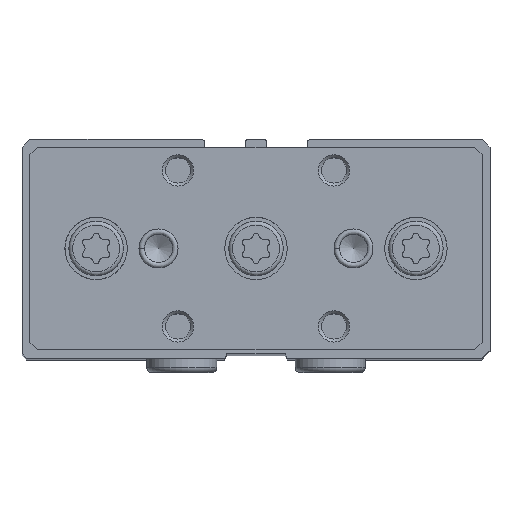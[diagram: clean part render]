
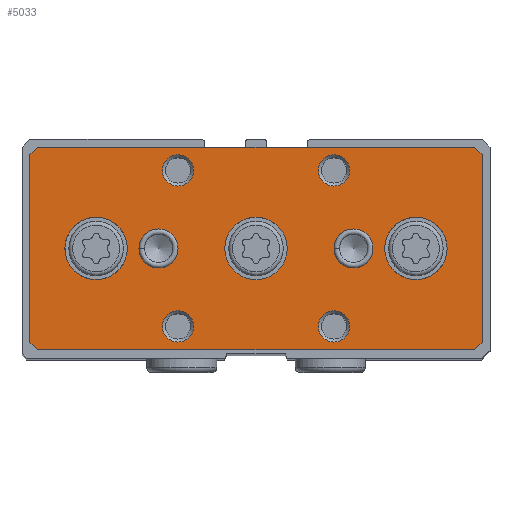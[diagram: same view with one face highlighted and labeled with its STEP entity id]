
A CAD part, top view. The second image highlights one B-rep face of the part: STEP entity #5033.
In plain terms, the highlighted face is planar.
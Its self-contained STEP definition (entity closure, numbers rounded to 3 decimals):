
#210=PLANE('',#5576);
#416=CIRCLE('',#5577,4.);
#417=CIRCLE('',#5578,4.);
#418=CIRCLE('',#5579,4.);
#419=CIRCLE('',#5580,2.5);
#420=CIRCLE('',#5581,2.5);
#421=CIRCLE('',#5582,2.);
#422=CIRCLE('',#5583,2.);
#423=CIRCLE('',#5584,2.);
#424=CIRCLE('',#5585,2.);
#744=LINE('',#8524,#1022);
#745=LINE('',#8527,#1023);
#746=LINE('',#8529,#1024);
#747=LINE('',#8531,#1025);
#748=LINE('',#8533,#1026);
#749=LINE('',#8535,#1027);
#750=LINE('',#8537,#1028);
#751=LINE('',#8539,#1029);
#1022=VECTOR('',#6759,1000.);
#1023=VECTOR('',#6760,1000.);
#1024=VECTOR('',#6761,1000.);
#1025=VECTOR('',#6762,1000.);
#1026=VECTOR('',#6763,1000.);
#1027=VECTOR('',#6764,1000.);
#1028=VECTOR('',#6765,1000.);
#1029=VECTOR('',#6766,1000.);
#1878=ORIENTED_EDGE('',*,*,#2827,.F.);
#1879=ORIENTED_EDGE('',*,*,#2828,.F.);
#1880=ORIENTED_EDGE('',*,*,#2829,.F.);
#1881=ORIENTED_EDGE('',*,*,#2830,.F.);
#1882=ORIENTED_EDGE('',*,*,#2831,.F.);
#1883=ORIENTED_EDGE('',*,*,#2832,.F.);
#1884=ORIENTED_EDGE('',*,*,#2833,.F.);
#1885=ORIENTED_EDGE('',*,*,#2834,.F.);
#1886=ORIENTED_EDGE('',*,*,#2835,.F.);
#1887=ORIENTED_EDGE('',*,*,#2836,.T.);
#1888=ORIENTED_EDGE('',*,*,#2837,.T.);
#1889=ORIENTED_EDGE('',*,*,#2838,.T.);
#1890=ORIENTED_EDGE('',*,*,#2839,.T.);
#1891=ORIENTED_EDGE('',*,*,#2840,.T.);
#1892=ORIENTED_EDGE('',*,*,#2841,.T.);
#1893=ORIENTED_EDGE('',*,*,#2842,.T.);
#1894=ORIENTED_EDGE('',*,*,#2843,.T.);
#2827=EDGE_CURVE('',#3405,#3405,#416,.T.);
#2828=EDGE_CURVE('',#3406,#3406,#417,.T.);
#2829=EDGE_CURVE('',#3407,#3407,#418,.T.);
#2830=EDGE_CURVE('',#3408,#3408,#419,.T.);
#2831=EDGE_CURVE('',#3409,#3409,#420,.T.);
#2832=EDGE_CURVE('',#3410,#3410,#421,.T.);
#2833=EDGE_CURVE('',#3411,#3411,#422,.T.);
#2834=EDGE_CURVE('',#3412,#3412,#423,.T.);
#2835=EDGE_CURVE('',#3413,#3413,#424,.T.);
#2836=EDGE_CURVE('',#3414,#3415,#744,.T.);
#2837=EDGE_CURVE('',#3415,#3416,#745,.T.);
#2838=EDGE_CURVE('',#3416,#3417,#746,.T.);
#2839=EDGE_CURVE('',#3417,#3418,#747,.T.);
#2840=EDGE_CURVE('',#3418,#3419,#748,.T.);
#2841=EDGE_CURVE('',#3419,#3420,#749,.T.);
#2842=EDGE_CURVE('',#3420,#3421,#750,.T.);
#2843=EDGE_CURVE('',#3421,#3414,#751,.T.);
#3405=VERTEX_POINT('',#8507);
#3406=VERTEX_POINT('',#8509);
#3407=VERTEX_POINT('',#8511);
#3408=VERTEX_POINT('',#8513);
#3409=VERTEX_POINT('',#8515);
#3410=VERTEX_POINT('',#8517);
#3411=VERTEX_POINT('',#8519);
#3412=VERTEX_POINT('',#8521);
#3413=VERTEX_POINT('',#8523);
#3414=VERTEX_POINT('',#8525);
#3415=VERTEX_POINT('',#8526);
#3416=VERTEX_POINT('',#8528);
#3417=VERTEX_POINT('',#8530);
#3418=VERTEX_POINT('',#8532);
#3419=VERTEX_POINT('',#8534);
#3420=VERTEX_POINT('',#8536);
#3421=VERTEX_POINT('',#8538);
#3976=EDGE_LOOP('',(#1878));
#3977=EDGE_LOOP('',(#1879));
#3978=EDGE_LOOP('',(#1880));
#3979=EDGE_LOOP('',(#1881));
#3980=EDGE_LOOP('',(#1882));
#3981=EDGE_LOOP('',(#1883));
#3982=EDGE_LOOP('',(#1884));
#3983=EDGE_LOOP('',(#1885));
#3984=EDGE_LOOP('',(#1886));
#3985=EDGE_LOOP('',(#1887,#1888,#1889,#1890,#1891,#1892,#1893,#1894));
#4487=FACE_BOUND('',#3976,.T.);
#4488=FACE_BOUND('',#3977,.T.);
#4489=FACE_BOUND('',#3978,.T.);
#4490=FACE_BOUND('',#3979,.T.);
#4491=FACE_BOUND('',#3980,.T.);
#4492=FACE_BOUND('',#3981,.T.);
#4493=FACE_BOUND('',#3982,.T.);
#4494=FACE_BOUND('',#3983,.T.);
#4495=FACE_BOUND('',#3984,.T.);
#4496=FACE_BOUND('',#3985,.T.);
#5033=ADVANCED_FACE('',(#4487,#4488,#4489,#4490,#4491,#4492,#4493,#4494,
#4495,#4496),#210,.T.);
#5576=AXIS2_PLACEMENT_3D('',#8505,#6739,#6740);
#5577=AXIS2_PLACEMENT_3D('',#8506,#6741,#6742);
#5578=AXIS2_PLACEMENT_3D('',#8508,#6743,#6744);
#5579=AXIS2_PLACEMENT_3D('',#8510,#6745,#6746);
#5580=AXIS2_PLACEMENT_3D('',#8512,#6747,#6748);
#5581=AXIS2_PLACEMENT_3D('',#8514,#6749,#6750);
#5582=AXIS2_PLACEMENT_3D('',#8516,#6751,#6752);
#5583=AXIS2_PLACEMENT_3D('',#8518,#6753,#6754);
#5584=AXIS2_PLACEMENT_3D('',#8520,#6755,#6756);
#5585=AXIS2_PLACEMENT_3D('',#8522,#6757,#6758);
#6739=DIRECTION('',(1.,0.,0.));
#6740=DIRECTION('',(0.,0.,-1.));
#6741=DIRECTION('',(1.,0.,0.));
#6742=DIRECTION('',(0.,0.,-1.));
#6743=DIRECTION('',(1.,0.,0.));
#6744=DIRECTION('',(0.,0.,-1.));
#6745=DIRECTION('',(1.,0.,0.));
#6746=DIRECTION('',(0.,0.,-1.));
#6747=DIRECTION('',(1.,0.,0.));
#6748=DIRECTION('',(0.,0.,-1.));
#6749=DIRECTION('',(1.,0.,0.));
#6750=DIRECTION('',(0.,0.,-1.));
#6751=DIRECTION('',(1.,0.,0.));
#6752=DIRECTION('',(0.,0.,-1.));
#6753=DIRECTION('',(1.,0.,0.));
#6754=DIRECTION('',(0.,0.,-1.));
#6755=DIRECTION('',(1.,0.,0.));
#6756=DIRECTION('',(0.,0.,-1.));
#6757=DIRECTION('',(1.,0.,0.));
#6758=DIRECTION('',(0.,0.,-1.));
#6759=DIRECTION('',(0.,-1.,0.));
#6760=DIRECTION('',(0.,-0.707,-0.707));
#6761=DIRECTION('',(0.,0.,-1.));
#6762=DIRECTION('',(0.,0.707,-0.707));
#6763=DIRECTION('',(0.,1.,0.));
#6764=DIRECTION('',(0.,0.707,0.707));
#6765=DIRECTION('',(0.,0.,1.));
#6766=DIRECTION('',(0.,-0.707,0.707));
#8505=CARTESIAN_POINT('',(13.,0.,0.));
#8506=CARTESIAN_POINT('',(13.,0.,20.5));
#8507=CARTESIAN_POINT('',(13.,0.,16.5));
#8508=CARTESIAN_POINT('',(13.,0.,-20.5));
#8509=CARTESIAN_POINT('',(13.,0.,-24.5));
#8510=CARTESIAN_POINT('',(13.,0.,0.));
#8511=CARTESIAN_POINT('',(13.,0.,-4.));
#8512=CARTESIAN_POINT('',(13.,0.,12.5));
#8513=CARTESIAN_POINT('',(13.,0.,10.));
#8514=CARTESIAN_POINT('',(13.,0.,-12.5));
#8515=CARTESIAN_POINT('',(13.,0.,-15.));
#8516=CARTESIAN_POINT('',(13.,-10.,10.));
#8517=CARTESIAN_POINT('',(13.,-10.,8.));
#8518=CARTESIAN_POINT('',(13.,-10.,-10.));
#8519=CARTESIAN_POINT('',(13.,-10.,-12.));
#8520=CARTESIAN_POINT('',(13.,10.,10.));
#8521=CARTESIAN_POINT('',(13.,10.,8.));
#8522=CARTESIAN_POINT('',(13.,10.,-10.));
#8523=CARTESIAN_POINT('',(13.,10.,-12.));
#8524=CARTESIAN_POINT('',(13.,12.,29.));
#8525=CARTESIAN_POINT('',(13.,12.,29.));
#8526=CARTESIAN_POINT('',(13.,-12.,29.));
#8527=CARTESIAN_POINT('',(13.,-12.,29.));
#8528=CARTESIAN_POINT('',(13.,-13.,28.));
#8529=CARTESIAN_POINT('',(13.,-13.,28.));
#8530=CARTESIAN_POINT('',(13.,-13.,-28.));
#8531=CARTESIAN_POINT('',(13.,-13.,-28.));
#8532=CARTESIAN_POINT('',(13.,-12.,-29.));
#8533=CARTESIAN_POINT('',(13.,-12.,-29.));
#8534=CARTESIAN_POINT('',(13.,12.,-29.));
#8535=CARTESIAN_POINT('',(13.,12.,-29.));
#8536=CARTESIAN_POINT('',(13.,13.,-28.));
#8537=CARTESIAN_POINT('',(13.,13.,-28.));
#8538=CARTESIAN_POINT('',(13.,13.,28.));
#8539=CARTESIAN_POINT('',(13.,13.,28.));
